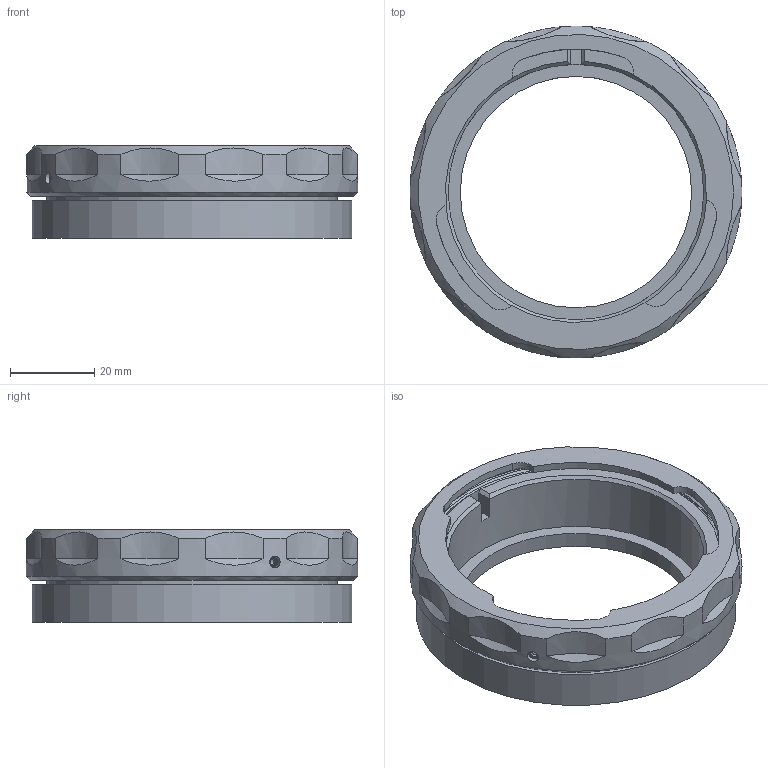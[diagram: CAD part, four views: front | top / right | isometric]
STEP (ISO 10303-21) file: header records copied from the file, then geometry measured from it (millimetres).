
FILE_DESCRIPTION(/* description */ (''),/* implementation_level */ '2;1');
FILE_NAME(/* name */ 'mountBodyBase_P6_assembly',/* time_stamp */ '2023-12-06T13:22:24-05:00',/* author */ ('George Moua'),/* organization */ ('Archive 663'),/* preprocessor_version */ 'ST-DEVELOPER v16.7',/* originating_system */ 'Solid Edge',/* authorisation */ 'Unknown');
FILE_SCHEMA (('AUTOMOTIVE_DESIGN {1 0 10303 214 3 1 1}'));
Length unit declared in the file: millimetre
Products named in the file (5): mountLensBase; mountLensBase_P6_oa_0; mountBodyBase_P6; mountBodyBase_lockRing_P6; M3_setScrew_5mm
Assembly tree (4 placements, depth 3):
  mountLensBase
    mountLensBase_P6_oa_0
      mountBodyBase_P6
      mountBodyBase_lockRing_P6
      M3_setScrew_5mm
Bounding box: 78.89 x 78.87 x 21.94 mm (x, y, z)
Volume: 34959.7 mm3; surface area: 23166.4 mm2
Topology: 3 solids, 3 shells, 125 faces, 353 edges, 238 vertices
Faces by surface type: cylinder 43, plane 35, cone 26, bspline 21
Full cylindrical faces by diameter (mm): 2.8 x1, 55 x1, 60.75 x1, 69 x1, 72 x1, 72.6 x1, 76 x1, 78.9 x1
Entity records: 15962 total; most frequent: CARTESIAN_POINT 13025, ORIENTED_EDGE 662, DIRECTION 491, EDGE_CURVE 331, VERTEX_POINT 232, AXIS2_PLACEMENT_3D 207, FACE_BOUND 151, EDGE_LOOP 149
